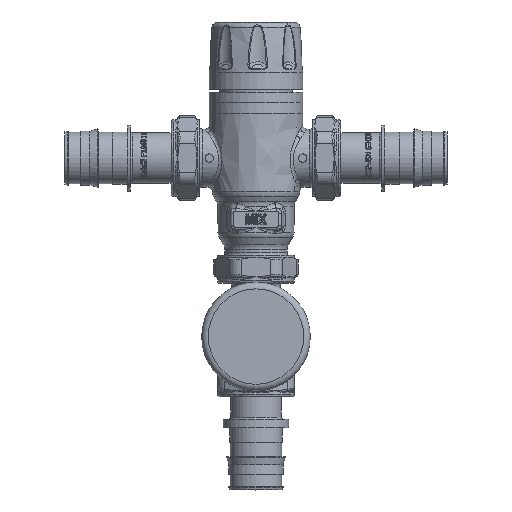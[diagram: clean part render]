
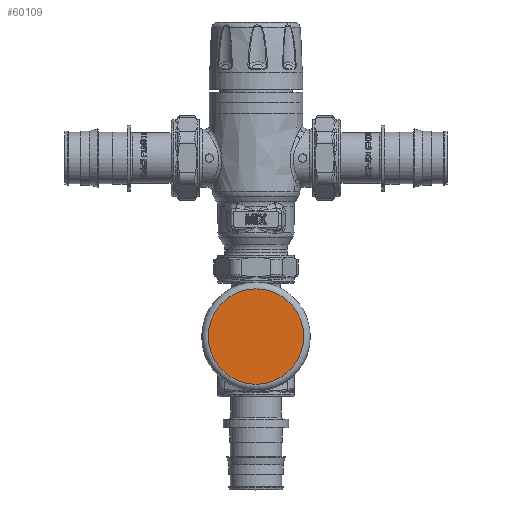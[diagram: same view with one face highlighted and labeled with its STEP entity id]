
A CAD part, top view. The second image highlights one B-rep face of the part: STEP entity #60109.
In plain terms, the highlighted planar face has unit normal (0, 0, 1).
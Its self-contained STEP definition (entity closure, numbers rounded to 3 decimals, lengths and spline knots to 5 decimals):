
#3109=PLANE('',#65154);
#5785=FACE_OUTER_BOUND('',#9410,.T.);
#9410=EDGE_LOOP('',(#46585));
#12707=CIRCLE('',#65148,0.905);
#25349=VERTEX_POINT('',#148034);
#32763=EDGE_CURVE('',#25349,#25349,#12707,.T.);
#46585=ORIENTED_EDGE('',*,*,#32763,.F.);
#60109=ADVANCED_FACE('',(#5785),#3109,.T.);
#65148=AXIS2_PLACEMENT_3D('',#148035,#75838,#75839);
#65154=AXIS2_PLACEMENT_3D('',#148045,#75851,#75852);
#75838=DIRECTION('center_axis',(0.,0.,
-1.));
#75839=DIRECTION('ref_axis',(0.,1.,0.));
#75851=DIRECTION('center_axis',(0.,0.,
1.));
#75852=DIRECTION('ref_axis',(0.,-1.,0.));
#148034=CARTESIAN_POINT('',(0.,-2.48083,1.4924));
#148035=CARTESIAN_POINT('Origin',(0.,-3.38583,
1.4924));
#148045=CARTESIAN_POINT('Origin',(0.,-3.38583,
1.4924));
